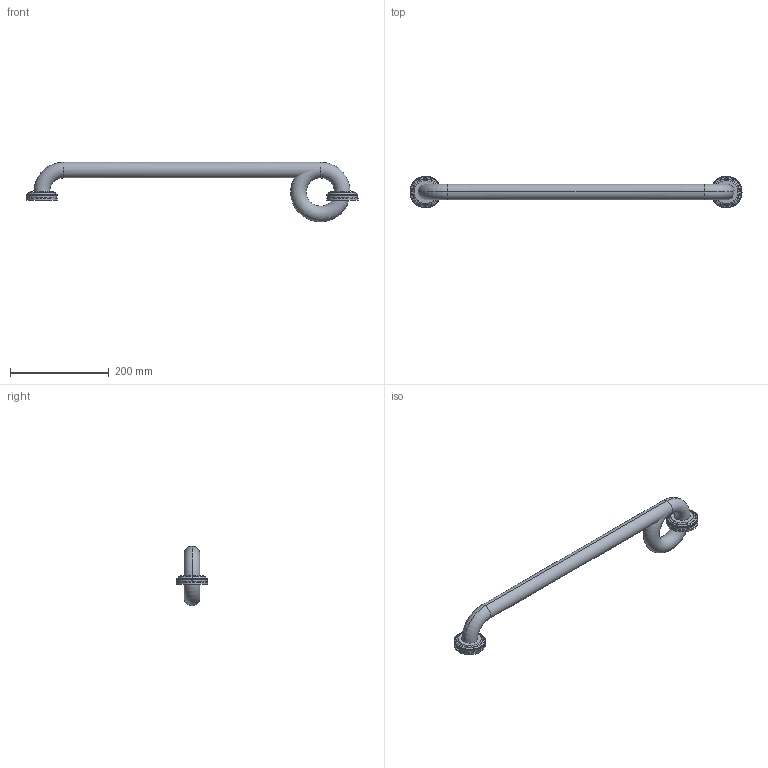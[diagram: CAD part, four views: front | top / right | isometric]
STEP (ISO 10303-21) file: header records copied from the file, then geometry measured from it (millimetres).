
FILE_DESCRIPTION((''),'2;1');
FILE_NAME('29-38_WEB','2010-07-06T',('rathishkumar'),(''),'PRO/ENGINEER BY PARAMETRIC TECHNOLOGY CORPORATION, 2009300','PRO/ENGINEER BY PARAMETRIC TECHNOLOGY CORPORATION, 2009300','');
FILE_SCHEMA(('CONFIG_CONTROL_DESIGN'));
Products named in the file (1): 29-38_WEB
Bounding box: 673.1 x 63.5 x 120.6 mm (x, y, z)
Surface area: 146750.4 mm2 (no closed solid volume)
Topology: 0 solids, 0 shells, 814 faces, 5388 edges, 5386 vertices
Faces by surface type: bspline 802, torus 12
Entity records: 188891 total; most frequent: CARTESIAN_POINT 137170, DIRECTION 8682, TRIMMED_CURVE 7882, VECTOR 7106, LINE 7106, DEFINITIONAL_REPRESENTATION 5384, PCURVE 5384, COMPOSITE_CURVE_SEGMENT 5384
